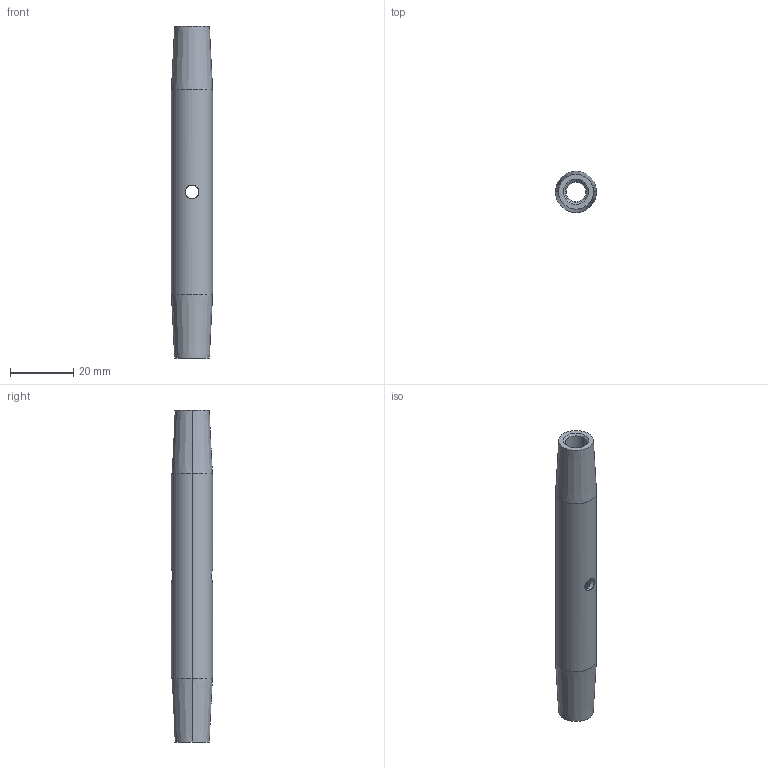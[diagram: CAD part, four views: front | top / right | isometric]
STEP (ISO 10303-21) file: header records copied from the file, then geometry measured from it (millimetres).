
FILE_DESCRIPTION (( 'STEP AP203' ), '1' );
FILE_NAME ('100041008.step', '2019-05-27T13:24:48', ( '' ), ( '' ), 'SwSTEP 2.0', 'SolidWorks 2015', '' );
FILE_SCHEMA (( 'CONFIG_CONTROL_DESIGN' ));
Length unit declared in the file: millimetre
Products named in the file (1): 100041008
Bounding box: 13 x 13 x 105 mm (x, y, z)
Volume: 6658.8 mm3; surface area: 7177.6 mm2
Topology: 1 solids, 1 shells, 253 faces, 672 edges, 432 vertices
Faces by surface type: bspline 110, plane 81, cylinder 46, cone 16
Entity records: 13097 total; most frequent: CARTESIAN_POINT 7490, ORIENTED_EDGE 1344, DIRECTION 810, EDGE_CURVE 672, VERTEX_POINT 432, LINE 310, VECTOR 310, EDGE_LOOP 270
